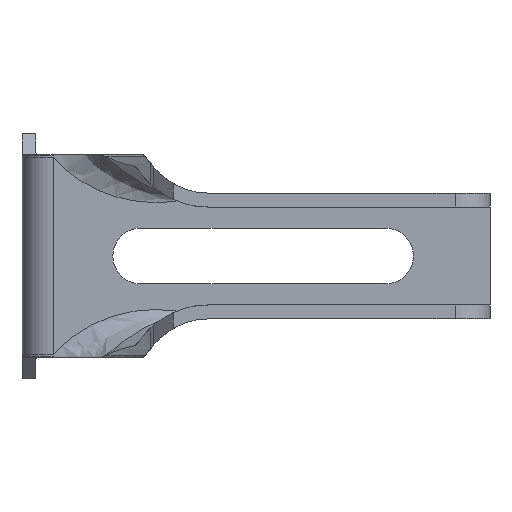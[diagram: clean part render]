
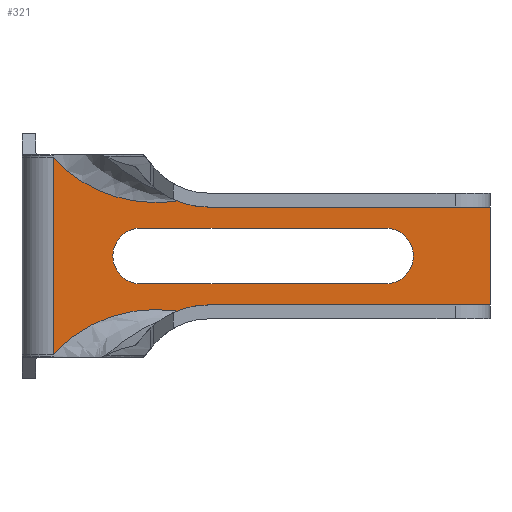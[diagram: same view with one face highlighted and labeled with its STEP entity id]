
A CAD part, front view. The second image highlights one B-rep face of the part: STEP entity #321.
In plain terms, the highlighted planar face has unit normal (0, -1, 0).
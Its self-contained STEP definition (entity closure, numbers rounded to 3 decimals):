
#86 = VECTOR ( 'NONE', #4525, 1000. ) ;
#115 = CARTESIAN_POINT ( 'NONE',  ( 48., -2., 13.5 ) ) ;
#216 = DIRECTION ( 'NONE',  ( 0., 1., 0. ) ) ;
#233 = EDGE_CURVE ( 'NONE', #2023, #4217, #765, .T. ) ;
#321 = ADVANCED_FACE ( 'NONE', ( #4201, #5129 ), #3880, .T. ) ;
#332 = LINE ( 'NONE', #1776, #1819 ) ;
#368 = EDGE_CURVE ( 'NONE', #4217, #2142, #4080, .T. ) ;
#427 = CARTESIAN_POINT ( 'NONE',  ( 22.663, -2., 36.5 ) ) ;
#442 = CARTESIAN_POINT ( 'NONE',  ( 0.5, -2., 3.35 ) ) ;
#444 = CARTESIAN_POINT ( 'NONE',  ( 18.177, -2., 9.63 ) ) ;
#481 = CARTESIAN_POINT ( 'NONE',  ( 62.959, -2., 24.5 ) ) ;
#562 = EDGE_CURVE ( 'NONE', #5099, #4345, #1818, .T. ) ;
#608 = DIRECTION ( 'NONE',  ( 1., 0., 0. ) ) ;
#615 = CARTESIAN_POINT ( 'NONE',  ( 1.588, -2., 4.619 ) ) ;
#619 = EDGE_LOOP ( 'NONE', ( #2477, #2796, #5095, #3470 ) ) ;
#623 = ORIENTED_EDGE ( 'NONE', *, *, #368, .T. ) ;
#648 = VECTOR ( 'NONE', #989, 1000. ) ;
#722 = DIRECTION ( 'NONE',  ( 0., -1., 0. ) ) ;
#765 = LINE ( 'NONE', #3711, #648 ) ;
#785 = EDGE_CURVE ( 'NONE', #2693, #2142, #3371, .T. ) ;
#824 = EDGE_CURVE ( 'NONE', #3590, #1860, #3773, .T. ) ;
#863 = CARTESIAN_POINT ( 'NONE',  ( 48., -2., 17.5 ) ) ;
#877 = DIRECTION ( 'NONE',  ( 0., 0., -1. ) ) ;
#989 = DIRECTION ( 'NONE',  ( -1., 0., 0. ) ) ;
#1012 = CARTESIAN_POINT ( 'NONE',  ( 22.663, -2., 24.5 ) ) ;
#1101 = CARTESIAN_POINT ( 'NONE',  ( -35., -2., -2.5 ) ) ;
#1137 = ORIENTED_EDGE ( 'NONE', *, *, #3767, .F. ) ;
#1209 = AXIS2_PLACEMENT_3D ( 'NONE', #4309, #3937, #3099 ) ;
#1275 = DIRECTION ( 'NONE',  ( 0., 1., 0. ) ) ;
#1376 = VERTEX_POINT ( 'NONE', #4390 ) ;
#1437 = CARTESIAN_POINT ( 'NONE',  ( 10.263, -2., 9.323 ) ) ;
#1495 = CARTESIAN_POINT ( 'NONE',  ( 48., -2., 13.5 ) ) ;
#1713 = EDGE_CURVE ( 'NONE', #1860, #2693, #2705, .T. ) ;
#1769 = CARTESIAN_POINT ( 'NONE',  ( 5.642, -2., 27.442 ) ) ;
#1776 = CARTESIAN_POINT ( 'NONE',  ( 62.959, -2., -2.5 ) ) ;
#1818 = CIRCLE ( 'NONE', #2940, 4. ) ;
#1819 = VECTOR ( 'NONE', #877, 1000. ) ;
#1837 = CARTESIAN_POINT ( 'NONE',  ( 7.148, -2., 8.279 ) ) ;
#1839 = VERTEX_POINT ( 'NONE', #3230 ) ;
#1860 = VERTEX_POINT ( 'NONE', #442 ) ;
#1911 = CARTESIAN_POINT ( 'NONE',  ( 22.663, -2., 10.5 ) ) ;
#1999 = DIRECTION ( 'NONE',  ( 0., 0., -1. ) ) ;
#2014 = EDGE_CURVE ( 'NONE', #2023, #1376, #332, .T. ) ;
#2023 = VERTEX_POINT ( 'NONE', #481 ) ;
#2142 = VERTEX_POINT ( 'NONE', #3649 ) ;
#2220 = CARTESIAN_POINT ( 'NONE',  ( 15.062, -2., 9.904 ) ) ;
#2370 = LINE ( 'NONE', #115, #3180 ) ;
#2449 = CIRCLE ( 'NONE', #5003, 4. ) ;
#2462 = DIRECTION ( 'NONE',  ( 0., 0., -1. ) ) ;
#2477 = ORIENTED_EDGE ( 'NONE', *, *, #562, .T. ) ;
#2598 = CARTESIAN_POINT ( 'NONE',  ( 0.5, -2., 31.65 ) ) ;
#2639 = CARTESIAN_POINT ( 'NONE',  ( 18.177, -2., 25.37 ) ) ;
#2661 = ORIENTED_EDGE ( 'NONE', *, *, #824, .F. ) ;
#2693 = VERTEX_POINT ( 'NONE', #4923 ) ;
#2705 = LINE ( 'NONE', #2824, #86 ) ;
#2796 = ORIENTED_EDGE ( 'NONE', *, *, #4788, .T. ) ;
#2824 = CARTESIAN_POINT ( 'NONE',  ( 0.5, -2., 37.5 ) ) ;
#2892 = CIRCLE ( 'NONE', #1209, 12. ) ;
#2939 = CARTESIAN_POINT ( 'NONE',  ( 13., -2., 17.5 ) ) ;
#2940 = AXIS2_PLACEMENT_3D ( 'NONE', #863, #1275, #2462 ) ;
#3014 = CARTESIAN_POINT ( 'NONE',  ( 11.87, -2., 25.357 ) ) ;
#3039 = CARTESIAN_POINT ( 'NONE',  ( 65., -2., 10.5 ) ) ;
#3099 = DIRECTION ( 'NONE',  ( 0., 0., -1. ) ) ;
#3104 = AXIS2_PLACEMENT_3D ( 'NONE', #1101, #722, #3912 ) ;
#3114 = ORIENTED_EDGE ( 'NONE', *, *, #233, .T. ) ;
#3154 = EDGE_CURVE ( 'NONE', #3452, #1376, #4971, .T. ) ;
#3157 = DIRECTION ( 'NONE',  ( 0., 1., 0. ) ) ;
#3180 = VECTOR ( 'NONE', #4119, 1000. ) ;
#3230 = CARTESIAN_POINT ( 'NONE',  ( 13., -2., 13.5 ) ) ;
#3296 = CARTESIAN_POINT ( 'NONE',  ( 2.862, -2., 29.274 ) ) ;
#3351 = CARTESIAN_POINT ( 'NONE',  ( 48., -2., 21.5 ) ) ;
#3371 = B_SPLINE_CURVE_WITH_KNOTS ( 'NONE', 3,
 ( #2598, #4218, #3296, #1769, #5033, #4610, #3014, #4983, #3785, #2639 ),
 .UNSPECIFIED., .F., .F.,
 ( 4, 2, 2, 2, 4 ),
 ( 0.19, 0.387, 0.585, 0.782, 0.98 ),
 .UNSPECIFIED. ) ;
#3397 = VECTOR ( 'NONE', #608, 1000. ) ;
#3412 = EDGE_CURVE ( 'NONE', #4063, #5099, #4897, .T. ) ;
#3452 = VERTEX_POINT ( 'NONE', #1911 ) ;
#3470 = ORIENTED_EDGE ( 'NONE', *, *, #3412, .T. ) ;
#3492 = DIRECTION ( 'NONE',  ( 1., 0., 0. ) ) ;
#3590 = VERTEX_POINT ( 'NONE', #444 ) ;
#3649 = CARTESIAN_POINT ( 'NONE',  ( 18.177, -2., 25.37 ) ) ;
#3711 = CARTESIAN_POINT ( 'NONE',  ( 65., -2., 24.5 ) ) ;
#3767 = EDGE_CURVE ( 'NONE', #3452, #3590, #2892, .T. ) ;
#3769 = CARTESIAN_POINT ( 'NONE',  ( 11.869, -2., 9.643 ) ) ;
#3773 = B_SPLINE_CURVE_WITH_KNOTS ( 'NONE', 3,
 ( #4215, #4629, #2220, #3769, #1437, #1837, #4646, #4999, #615, #5047 ),
 .UNSPECIFIED., .F., .F.,
 ( 4, 2, 2, 2, 4 ),
 ( 0.02, 0.218, 0.415, 0.613, 0.811 ),
 .UNSPECIFIED. ) ;
#3785 = CARTESIAN_POINT ( 'NONE',  ( 16.649, -2., 25.152 ) ) ;
#3806 = ORIENTED_EDGE ( 'NONE', *, *, #785, .F. ) ;
#3813 = EDGE_LOOP ( 'NONE', ( #4914, #3114, #623, #3806, #5024, #2661, #1137, #5161 ) ) ;
#3880 = PLANE ( 'NONE',  #3104 ) ;
#3912 = DIRECTION ( 'NONE',  ( 0., 0., -1. ) ) ;
#3937 = DIRECTION ( 'NONE',  ( 0., -1., 0. ) ) ;
#4063 = VERTEX_POINT ( 'NONE', #4904 ) ;
#4080 = CIRCLE ( 'NONE', #4335, 12. ) ;
#4119 = DIRECTION ( 'NONE',  ( -1., 0., 0. ) ) ;
#4163 = EDGE_CURVE ( 'NONE', #1839, #4063, #2449, .T. ) ;
#4201 = FACE_OUTER_BOUND ( 'NONE', #3813, .T. ) ;
#4215 = CARTESIAN_POINT ( 'NONE',  ( 18.177, -2., 9.63 ) ) ;
#4217 = VERTEX_POINT ( 'NONE', #1012 ) ;
#4218 = CARTESIAN_POINT ( 'NONE',  ( 1.589, -2., 30.381 ) ) ;
#4309 = CARTESIAN_POINT ( 'NONE',  ( 22.663, -2., -1.5 ) ) ;
#4335 = AXIS2_PLACEMENT_3D ( 'NONE', #427, #3157, #1999 ) ;
#4345 = VERTEX_POINT ( 'NONE', #1495 ) ;
#4390 = CARTESIAN_POINT ( 'NONE',  ( 62.959, -2., 10.5 ) ) ;
#4525 = DIRECTION ( 'NONE',  ( 0., 0., 1. ) ) ;
#4567 = DIRECTION ( 'NONE',  ( 0., 0., -1. ) ) ;
#4610 = CARTESIAN_POINT ( 'NONE',  ( 10.263, -2., 25.677 ) ) ;
#4629 = CARTESIAN_POINT ( 'NONE',  ( 16.649, -2., 9.848 ) ) ;
#4646 = CARTESIAN_POINT ( 'NONE',  ( 5.641, -2., 7.558 ) ) ;
#4685 = CARTESIAN_POINT ( 'NONE',  ( 48., -2., 21.5 ) ) ;
#4788 = EDGE_CURVE ( 'NONE', #4345, #1839, #2370, .T. ) ;
#4830 = VECTOR ( 'NONE', #3492, 1000. ) ;
#4897 = LINE ( 'NONE', #4685, #4830 ) ;
#4904 = CARTESIAN_POINT ( 'NONE',  ( 13., -2., 21.5 ) ) ;
#4914 = ORIENTED_EDGE ( 'NONE', *, *, #2014, .F. ) ;
#4923 = CARTESIAN_POINT ( 'NONE',  ( 0.5, -2., 31.65 ) ) ;
#4971 = LINE ( 'NONE', #3039, #3397 ) ;
#4983 = CARTESIAN_POINT ( 'NONE',  ( 15.062, -2., 25.096 ) ) ;
#4999 = CARTESIAN_POINT ( 'NONE',  ( 2.861, -2., 5.726 ) ) ;
#5003 = AXIS2_PLACEMENT_3D ( 'NONE', #2939, #216, #4567 ) ;
#5024 = ORIENTED_EDGE ( 'NONE', *, *, #1713, .F. ) ;
#5033 = CARTESIAN_POINT ( 'NONE',  ( 7.149, -2., 26.72 ) ) ;
#5047 = CARTESIAN_POINT ( 'NONE',  ( 0.5, -2., 3.35 ) ) ;
#5095 = ORIENTED_EDGE ( 'NONE', *, *, #4163, .T. ) ;
#5099 = VERTEX_POINT ( 'NONE', #3351 ) ;
#5129 = FACE_BOUND ( 'NONE', #619, .T. ) ;
#5161 = ORIENTED_EDGE ( 'NONE', *, *, #3154, .T. ) ;
